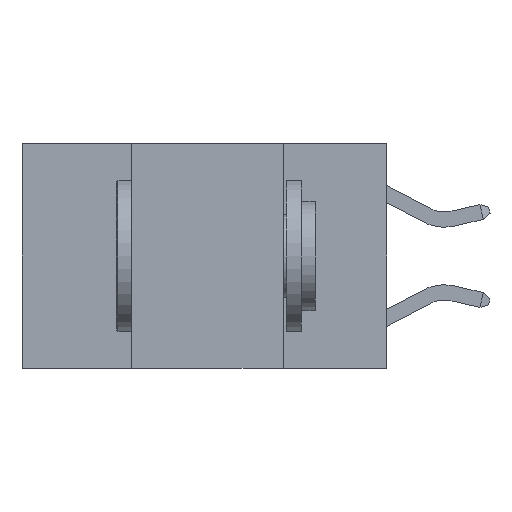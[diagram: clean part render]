
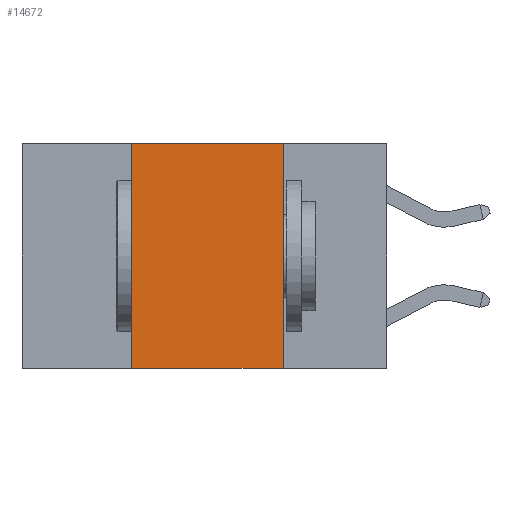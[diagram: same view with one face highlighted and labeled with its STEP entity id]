
A CAD part, left-side view. The second image highlights one B-rep face of the part: STEP entity #14672.
In plain terms, the highlighted planar face has unit normal (-1, 0, 0).
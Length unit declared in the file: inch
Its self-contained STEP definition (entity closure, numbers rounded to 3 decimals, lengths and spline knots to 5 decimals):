
#171 = CARTESIAN_POINT ( 'NONE',  ( 0., 0.17, 0. ) ) ;
#1467 = LINE ( 'NONE', #14644, #6540 ) ;
#1548 = ORIENTED_EDGE ( 'NONE', *, *, #27394, .T. ) ;
#1700 = VERTEX_POINT ( 'NONE', #18743 ) ;
#3210 = ORIENTED_EDGE ( 'NONE', *, *, #9889, .F. ) ;
#3469 = AXIS2_PLACEMENT_3D ( 'NONE', #16788, #4076, #18908 ) ;
#4076 = DIRECTION ( 'NONE',  ( 1., 0., 0. ) ) ;
#4798 = DIRECTION ( 'NONE',  ( 0., -1., 0. ) ) ;
#5267 = LINE ( 'NONE', #10502, #21442 ) ;
#5444 = VERTEX_POINT ( 'NONE', #18695 ) ;
#5524 = VERTEX_POINT ( 'NONE', #27252 ) ;
#5787 = LINE ( 'NONE', #27393, #17734 ) ;
#6540 = VECTOR ( 'NONE', #14743, 39.37008 ) ;
#8146 = LINE ( 'NONE', #9066, #13794 ) ;
#9066 = CARTESIAN_POINT ( 'NONE',  ( 0., 0.6, -0.37 ) ) ;
#9889 = EDGE_CURVE ( 'NONE', #10719, #1700, #5267, .T. ) ;
#10502 = CARTESIAN_POINT ( 'NONE',  ( 0., 0.17, 0. ) ) ;
#10719 = VERTEX_POINT ( 'NONE', #171 ) ;
#11151 = EDGE_CURVE ( 'NONE', #5444, #10719, #1467, .T. ) ;
#12629 = DIRECTION ( 'NONE',  ( 0., 0., 1. ) ) ;
#13794 = VECTOR ( 'NONE', #4798, 39.37008 ) ;
#14644 = CARTESIAN_POINT ( 'NONE',  ( 0., 0.6, 0. ) ) ;
#14672 = ADVANCED_FACE ( 'NONE', ( #15796 ), #14676, .F. ) ;
#14676 = PLANE ( 'NONE',  #3469 ) ;
#14743 = DIRECTION ( 'NONE',  ( 0., -1., 0. ) ) ;
#14879 = ORIENTED_EDGE ( 'NONE', *, *, #11151, .F. ) ;
#15796 = FACE_OUTER_BOUND ( 'NONE', #21272, .T. ) ;
#16788 = CARTESIAN_POINT ( 'NONE',  ( 0., 0.6, 0. ) ) ;
#17734 = VECTOR ( 'NONE', #12629, 39.37008 ) ;
#18695 = CARTESIAN_POINT ( 'NONE',  ( 0., 0.42, 0. ) ) ;
#18743 = CARTESIAN_POINT ( 'NONE',  ( 0., 0.17, -0.37 ) ) ;
#18840 = ORIENTED_EDGE ( 'NONE', *, *, #21296, .F. ) ;
#18908 = DIRECTION ( 'NONE',  ( 0., 0., -1. ) ) ;
#20894 = DIRECTION ( 'NONE',  ( 0., 0., -1. ) ) ;
#21272 = EDGE_LOOP ( 'NONE', ( #3210, #14879, #18840, #1548 ) ) ;
#21296 = EDGE_CURVE ( 'NONE', #5524, #5444, #5787, .T. ) ;
#21442 = VECTOR ( 'NONE', #20894, 39.37008 ) ;
#27252 = CARTESIAN_POINT ( 'NONE',  ( 0., 0.42, -0.37 ) ) ;
#27393 = CARTESIAN_POINT ( 'NONE',  ( 0., 0.42, 0. ) ) ;
#27394 = EDGE_CURVE ( 'NONE', #5524, #1700, #8146, .T. ) ;
